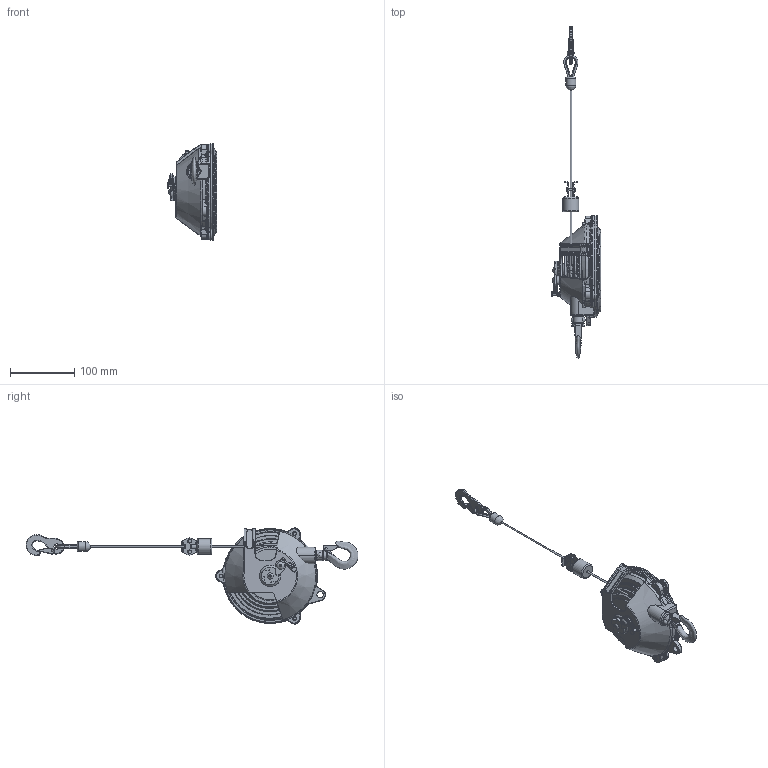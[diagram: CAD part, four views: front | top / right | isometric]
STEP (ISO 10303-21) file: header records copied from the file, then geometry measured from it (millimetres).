
FILE_DESCRIPTION(/* description */ (''),/* implementation_level */ '2;1');
FILE_NAME(/* name */ 'BH03.stp',/* time_stamp */ '2017-01-11T13:37:27-06:00',/* author */ ('kpea'),/* organization */ ('Gleason Reel'),/* preprocessor_version */ 'ST-DEVELOPER v16.1',/* originating_system */ 'Autodesk Inventor 2016',/* authorisation */ '');
FILE_SCHEMA (('AUTOMOTIVE_DESIGN { 1 0 10303 214 3 1 1 }'));
Length unit declared in the file: millimetre
Products named in the file (24): BH03Part2; BH03Hook1; BH03Pin1; BH03Pully; BH03Rope; BH03Lock1; BH03Pin2; BH03Lock2; BH03Pin3; ISO 4017 M4 x 16; BH03 Hook flat; BH03 plate lock; Ratchet wheel; Pawl; Extension Spring1; Extension Spring; Spring; Screw GB_T 819.1-2000 Type H M6x20; JIS B 1111 M5x14; JIS B 1111 M4x14; ISO 4017 M3 x 12; ISO 4032 M3; BH03Part1; BH03
Assembly tree (27 placements, depth 4):
  BH03
    BH03Part2
    BH03Hook1
    BH03Pin1
    BH03Pully
    BH03Rope
    BH03Lock1
    BH03Pin2
    BH03Lock2
    BH03Pin3
    ISO 4017 M4 x 16
    BH03 Hook flat
    BH03 plate lock
    Ratchet wheel
    Pawl
    Spring
      Extension Spring
        Extension Spring1
    Screw GB_T 819.1-2000 Type H M6x20  x3
    JIS B 1111 M5x14
    JIS B 1111 M4x14
    ISO 4017 M3 x 12  x2
    ISO 4032 M3  x2
    BH03Part1
Bounding box: 77.55 x 516.38 x 149.72 mm (x, y, z)
Volume: 688409.5 mm3; surface area: 184068.2 mm2
Topology: 26 solids, 26 shells, 1326 faces, 3248 edges, 1905 vertices
Faces by surface type: bspline 388, cylinder 357, plane 286, torus 190, cone 88, sphere 17
Full cylindrical faces by diameter (mm): 1.6 x1, 2 x3, 2.459 x2, 2.5 x5, 3 x10, 3.242 x1, 3.3 x1, 3.5 x1, 4 x2, 4.2 x1, 4.57 x2, 4.917 x4, 5 x1, 5.35 x3, 6 x9, 6.03 x1, 6.2 x1, 8.2 x1, 9.4 x1, 10 x1, 11.3 x3, 11.8 x1, 13.827 x1, 14 x2, 15.5 x1, 15.9 x1, 20 x2, 24.86 x1, 27.4 x1, 134.8 x1
Entity records: 57129 total; most frequent: CARTESIAN_POINT 29964, ORIENTED_EDGE 5596, DIRECTION 5243, EDGE_CURVE 2798, AXIS2_PLACEMENT_3D 2270, VERTEX_POINT 1716, EDGE_LOOP 1413, FACE_OUTER_BOUND 1236
